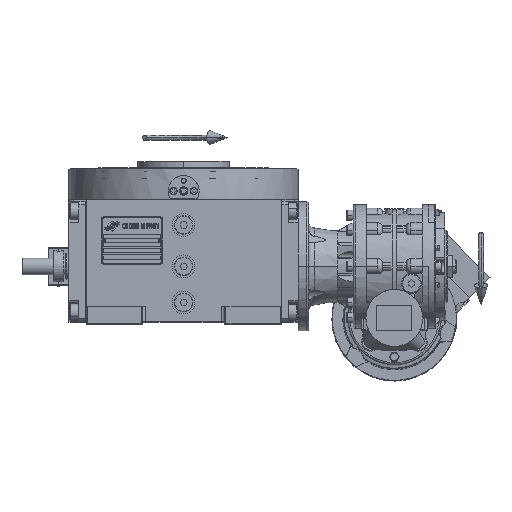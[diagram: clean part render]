
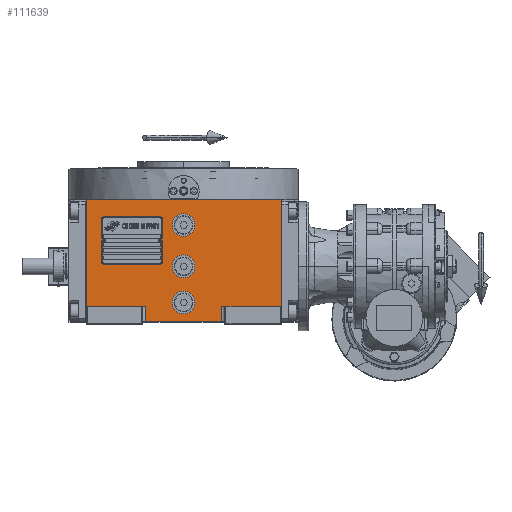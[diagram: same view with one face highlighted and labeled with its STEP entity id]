
A CAD part, top view. The second image highlights one B-rep face of the part: STEP entity #111639.
In plain terms, the highlighted planar face has unit normal (0, 0, 1).
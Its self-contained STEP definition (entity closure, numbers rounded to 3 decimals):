
#546 = EDGE_CURVE ( 'NONE', #49061, #82185, #85782, .T. ) ;
#568 = CARTESIAN_POINT ( 'NONE',  ( 11., -35., 163.5 ) ) ;
#1863 = FACE_BOUND ( 'NONE', #29893, .T. ) ;
#2884 = LINE ( 'NONE', #4223, #56776 ) ;
#4223 = CARTESIAN_POINT ( 'NONE',  ( -37., -53.5, 163.5 ) ) ;
#4284 = VECTOR ( 'NONE', #109985, 1000. ) ;
#4960 = DIRECTION ( 'NONE',  ( 1., 0., 0. ) ) ;
#5094 = DIRECTION ( 'NONE',  ( 0., 0., 1. ) ) ;
#6348 = ORIENTED_EDGE ( 'NONE', *, *, #113469, .F. ) ;
#6762 = EDGE_CURVE ( 'NONE', #48151, #66426, #2884, .T. ) ;
#6998 = CARTESIAN_POINT ( 'NONE',  ( 11., 40., 163.5 ) ) ;
#10151 = CARTESIAN_POINT ( 'NONE',  ( 0., 40., 163.5 ) ) ;
#11532 = CIRCLE ( 'NONE', #39422, 11. ) ;
#13061 = CARTESIAN_POINT ( 'NONE',  ( -37., -53.5, 163.5 ) ) ;
#17350 = DIRECTION ( 'NONE',  ( 1., 0., 0. ) ) ;
#17659 = VECTOR ( 'NONE', #36331, 1000. ) ;
#17841 = CARTESIAN_POINT ( 'NONE',  ( 37., -38.5, 163.5 ) ) ;
#19551 = CARTESIAN_POINT ( 'NONE',  ( -37., -38.5, 163.5 ) ) ;
#19693 = ORIENTED_EDGE ( 'NONE', *, *, #23691, .F. ) ;
#21376 = VERTEX_POINT ( 'NONE', #125556 ) ;
#23161 = EDGE_LOOP ( 'NONE', ( #96114, #36983 ) ) ;
#23691 = EDGE_CURVE ( 'NONE', #32029, #85733, #79061, .T. ) ;
#24642 = DIRECTION ( 'NONE',  ( 1., 0., 0. ) ) ;
#24684 = DIRECTION ( 'NONE',  ( 0., 1., 0. ) ) ;
#28087 = AXIS2_PLACEMENT_3D ( 'NONE', #97221, #108596, #4960 ) ;
#29893 = EDGE_LOOP ( 'NONE', ( #126005, #46246 ) ) ;
#31107 = DIRECTION ( 'NONE',  ( 0., 0., 1. ) ) ;
#31297 = LINE ( 'NONE', #13061, #76543 ) ;
#31596 = DIRECTION ( 'NONE',  ( 0., 0., 1. ) ) ;
#32029 = VERTEX_POINT ( 'NONE', #568 ) ;
#32151 = PLANE ( 'NONE',  #98484 ) ;
#32315 = CARTESIAN_POINT ( 'NONE',  ( 0., 0., 163.5 ) ) ;
#32386 = EDGE_LOOP ( 'NONE', ( #19693, #120416 ) ) ;
#33372 = VECTOR ( 'NONE', #98017, 1000. ) ;
#33865 = DIRECTION ( 'NONE',  ( 1., 0., 0. ) ) ;
#36331 = DIRECTION ( 'NONE',  ( 0., -1., 0. ) ) ;
#36983 = ORIENTED_EDGE ( 'NONE', *, *, #96377, .F. ) ;
#37748 = ORIENTED_EDGE ( 'NONE', *, *, #117569, .T. ) ;
#39422 = AXIS2_PLACEMENT_3D ( 'NONE', #32315, #131935, #39791 ) ;
#39791 = DIRECTION ( 'NONE',  ( -1., 0., 0. ) ) ;
#40486 = DIRECTION ( 'NONE',  ( -1., 0., 0. ) ) ;
#40992 = CIRCLE ( 'NONE', #96928, 11. ) ;
#41009 = CARTESIAN_POINT ( 'NONE',  ( -94.5, -38.5, 163.5 ) ) ;
#42914 = LINE ( 'NONE', #83975, #99319 ) ;
#43599 = FACE_OUTER_BOUND ( 'NONE', #74326, .T. ) ;
#46246 = ORIENTED_EDGE ( 'NONE', *, *, #546, .F. ) ;
#47109 = CARTESIAN_POINT ( 'NONE',  ( 37., -38.5, 163.5 ) ) ;
#47143 = VERTEX_POINT ( 'NONE', #92812 ) ;
#48151 = VERTEX_POINT ( 'NONE', #57193 ) ;
#49061 = VERTEX_POINT ( 'NONE', #131504 ) ;
#49320 = CARTESIAN_POINT ( 'NONE',  ( -11., -35., 163.5 ) ) ;
#49510 = CARTESIAN_POINT ( 'NONE',  ( -94.5, 64.5, 163.5 ) ) ;
#51315 = CARTESIAN_POINT ( 'NONE',  ( 0., -35., 163.5 ) ) ;
#53004 = CARTESIAN_POINT ( 'NONE',  ( -94.5, -53.5, 163.5 ) ) ;
#56776 = VECTOR ( 'NONE', #33865, 1000. ) ;
#57193 = CARTESIAN_POINT ( 'NONE',  ( -37., -53.5, 163.5 ) ) ;
#59225 = EDGE_CURVE ( 'NONE', #47143, #110924, #110064, .T. ) ;
#60303 = VERTEX_POINT ( 'NONE', #49510 ) ;
#60647 = DIRECTION ( 'NONE',  ( 0., 0., 1. ) ) ;
#61894 = ORIENTED_EDGE ( 'NONE', *, *, #69334, .T. ) ;
#62512 = AXIS2_PLACEMENT_3D ( 'NONE', #51315, #31107, #132045 ) ;
#63044 = CARTESIAN_POINT ( 'NONE',  ( -94.5, -38.5, 163.5 ) ) ;
#65101 = DIRECTION ( 'NONE',  ( 0., 0., 1. ) ) ;
#66426 = VERTEX_POINT ( 'NONE', #102759 ) ;
#67380 = ORIENTED_EDGE ( 'NONE', *, *, #88820, .F. ) ;
#68455 = VERTEX_POINT ( 'NONE', #101647 ) ;
#69334 = EDGE_CURVE ( 'NONE', #103466, #111153, #109651, .T. ) ;
#71065 = CIRCLE ( 'NONE', #28087, 11. ) ;
#71568 = EDGE_CURVE ( 'NONE', #85733, #32029, #120540, .T. ) ;
#73357 = CARTESIAN_POINT ( 'NONE',  ( 11., 0., 163.5 ) ) ;
#74326 = EDGE_LOOP ( 'NONE', ( #95691, #120752, #121480, #37748, #119230, #6348, #61894, #67380 ) ) ;
#76543 = VECTOR ( 'NONE', #125476, 1000. ) ;
#77306 = CARTESIAN_POINT ( 'NONE',  ( -94.5, 64.5, 163.5 ) ) ;
#79061 = CIRCLE ( 'NONE', #94156, 11. ) ;
#82185 = VERTEX_POINT ( 'NONE', #6998 ) ;
#82970 = EDGE_CURVE ( 'NONE', #47143, #66426, #120403, .T. ) ;
#83975 = CARTESIAN_POINT ( 'NONE',  ( 94.5, -38.5, 163.5 ) ) ;
#85733 = VERTEX_POINT ( 'NONE', #49320 ) ;
#85782 = CIRCLE ( 'NONE', #100750, 11. ) ;
#88820 = EDGE_CURVE ( 'NONE', #48151, #111153, #31297, .T. ) ;
#92812 = CARTESIAN_POINT ( 'NONE',  ( 37., -38.5, 163.5 ) ) ;
#92889 = CARTESIAN_POINT ( 'NONE',  ( 0., -35., 163.5 ) ) ;
#94105 = DIRECTION ( 'NONE',  ( 1., 0., 0. ) ) ;
#94156 = AXIS2_PLACEMENT_3D ( 'NONE', #92889, #31596, #103618 ) ;
#95434 = FACE_BOUND ( 'NONE', #32386, .T. ) ;
#95691 = ORIENTED_EDGE ( 'NONE', *, *, #6762, .T. ) ;
#96114 = ORIENTED_EDGE ( 'NONE', *, *, #116255, .F. ) ;
#96377 = EDGE_CURVE ( 'NONE', #21376, #116949, #11532, .T. ) ;
#96928 = AXIS2_PLACEMENT_3D ( 'NONE', #128235, #5094, #24642 ) ;
#97221 = CARTESIAN_POINT ( 'NONE',  ( 0., 0., 163.5 ) ) ;
#98017 = DIRECTION ( 'NONE',  ( 1., 0., 0. ) ) ;
#98484 = AXIS2_PLACEMENT_3D ( 'NONE', #53004, #65101, #94105 ) ;
#99319 = VECTOR ( 'NONE', #24684, 1000. ) ;
#100750 = AXIS2_PLACEMENT_3D ( 'NONE', #10151, #60647, #40486 ) ;
#101647 = CARTESIAN_POINT ( 'NONE',  ( 94.5, 64.5, 163.5 ) ) ;
#101818 = EDGE_CURVE ( 'NONE', #60303, #68455, #109572, .T. ) ;
#102759 = CARTESIAN_POINT ( 'NONE',  ( 37., -53.5, 163.5 ) ) ;
#103466 = VERTEX_POINT ( 'NONE', #63044 ) ;
#103618 = DIRECTION ( 'NONE',  ( 1., 0., 0. ) ) ;
#108596 = DIRECTION ( 'NONE',  ( 0., 0., 1. ) ) ;
#109572 = LINE ( 'NONE', #77306, #128614 ) ;
#109651 = LINE ( 'NONE', #41009, #122272 ) ;
#109985 = DIRECTION ( 'NONE',  ( 0., 1., 0. ) ) ;
#110064 = LINE ( 'NONE', #17841, #33372 ) ;
#110924 = VERTEX_POINT ( 'NONE', #124672 ) ;
#111153 = VERTEX_POINT ( 'NONE', #19551 ) ;
#111639 = ADVANCED_FACE ( 'NONE', ( #125006, #95434, #1863, #43599 ), #32151, .T. ) ;
#113003 = DIRECTION ( 'NONE',  ( 1., 0., 0. ) ) ;
#113469 = EDGE_CURVE ( 'NONE', #103466, #60303, #128165, .T. ) ;
#114651 = EDGE_CURVE ( 'NONE', #82185, #49061, #40992, .T. ) ;
#116255 = EDGE_CURVE ( 'NONE', #116949, #21376, #71065, .T. ) ;
#116949 = VERTEX_POINT ( 'NONE', #73357 ) ;
#117569 = EDGE_CURVE ( 'NONE', #110924, #68455, #42914, .T. ) ;
#119230 = ORIENTED_EDGE ( 'NONE', *, *, #101818, .F. ) ;
#120403 = LINE ( 'NONE', #47109, #17659 ) ;
#120416 = ORIENTED_EDGE ( 'NONE', *, *, #71568, .F. ) ;
#120540 = CIRCLE ( 'NONE', #62512, 11. ) ;
#120752 = ORIENTED_EDGE ( 'NONE', *, *, #82970, .F. ) ;
#121480 = ORIENTED_EDGE ( 'NONE', *, *, #59225, .T. ) ;
#122272 = VECTOR ( 'NONE', #113003, 1000. ) ;
#124672 = CARTESIAN_POINT ( 'NONE',  ( 94.5, -38.5, 163.5 ) ) ;
#125006 = FACE_BOUND ( 'NONE', #23161, .T. ) ;
#125476 = DIRECTION ( 'NONE',  ( 0., 1., 0. ) ) ;
#125556 = CARTESIAN_POINT ( 'NONE',  ( -11., 0., 163.5 ) ) ;
#126005 = ORIENTED_EDGE ( 'NONE', *, *, #114651, .F. ) ;
#127520 = CARTESIAN_POINT ( 'NONE',  ( -94.5, -38.5, 163.5 ) ) ;
#128165 = LINE ( 'NONE', #127520, #4284 ) ;
#128235 = CARTESIAN_POINT ( 'NONE',  ( 0., 40., 163.5 ) ) ;
#128614 = VECTOR ( 'NONE', #17350, 1000. ) ;
#131504 = CARTESIAN_POINT ( 'NONE',  ( -11., 40., 163.5 ) ) ;
#131935 = DIRECTION ( 'NONE',  ( 0., 0., 1. ) ) ;
#132045 = DIRECTION ( 'NONE',  ( -1., 0., 0. ) ) ;
